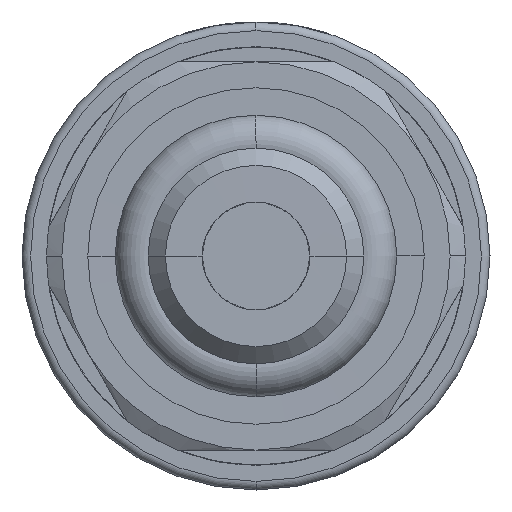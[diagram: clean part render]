
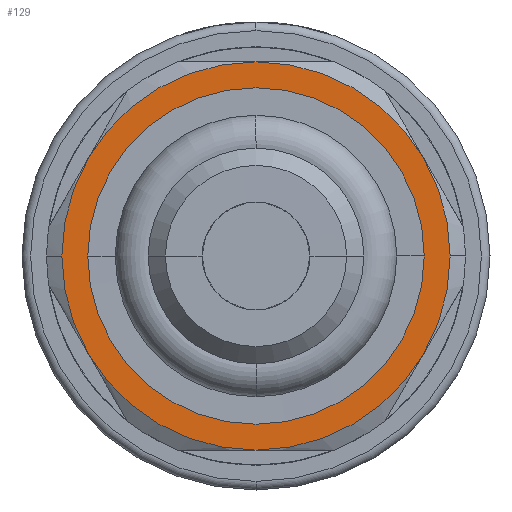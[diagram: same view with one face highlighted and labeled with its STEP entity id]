
A CAD part, front view. The second image highlights one B-rep face of the part: STEP entity #129.
In plain terms, the highlighted planar face has unit normal (0, -1, 0).
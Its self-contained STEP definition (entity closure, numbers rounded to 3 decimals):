
#129=ADVANCED_FACE('',(#318,#319),#320,.T.);
#318=FACE_OUTER_BOUND('',#526,.T.);
#319=FACE_BOUND('',#527,.T.);
#320=PLANE('',#528);
#526=EDGE_LOOP('',(#1220,#1221));
#527=EDGE_LOOP('',(#1222,#1223));
#528=AXIS2_PLACEMENT_3D('',#1224,#1225,#1226);
#1220=ORIENTED_EDGE('',*,*,#1443,.F.);
#1221=ORIENTED_EDGE('',*,*,#1604,.F.);
#1222=ORIENTED_EDGE('',*,*,#1451,.T.);
#1223=ORIENTED_EDGE('',*,*,#1603,.T.);
#1224=CARTESIAN_POINT('',(-4.2,4.922,0.0));
#1225=DIRECTION('',(0.0,-1.0,-0.0));
#1226=DIRECTION('',(1.0,0.0,0.0));
#1443=EDGE_CURVE('',#1756,#1758,#1759,.T.);
#1451=EDGE_CURVE('',#1765,#1769,#1771,.T.);
#1603=EDGE_CURVE('',#1769,#1765,#2016,.T.);
#1604=EDGE_CURVE('',#1758,#1756,#2017,.T.);
#1756=VERTEX_POINT('',#2192);
#1758=VERTEX_POINT('',#2195);
#1759=CIRCLE('',#2196,4.5);
#1765=VERTEX_POINT('',#2230);
#1769=VERTEX_POINT('',#2235);
#1771=CIRCLE('',#2238,3.9);
#2016=CIRCLE('',#2652,3.9);
#2017=CIRCLE('',#2653,4.5);
#2192=CARTESIAN_POINT('',(-4.5,4.922,0.0));
#2195=CARTESIAN_POINT('',(4.5,4.922,0.));
#2196=AXIS2_PLACEMENT_3D('',#2851,#2852,#2853);
#2230=CARTESIAN_POINT('',(-3.9,4.922,0.0));
#2235=CARTESIAN_POINT('',(3.9,4.922,0.));
#2238=AXIS2_PLACEMENT_3D('',#2860,#2861,#2862);
#2652=AXIS2_PLACEMENT_3D('',#3150,#3151,#3152);
#2653=AXIS2_PLACEMENT_3D('',#3153,#3154,#3155);
#2851=CARTESIAN_POINT('',(0.0,4.922,0.0));
#2852=DIRECTION('',(0.0,1.0,0.0));
#2853=DIRECTION('',(-1.0,0.0,0.0));
#2860=CARTESIAN_POINT('',(0.0,4.922,0.0));
#2861=DIRECTION('',(0.0,1.0,0.0));
#2862=DIRECTION('',(-1.0,0.0,0.0));
#3150=CARTESIAN_POINT('',(0.0,4.922,0.0));
#3151=DIRECTION('',(0.0,1.0,0.0));
#3152=DIRECTION('',(-1.0,0.0,0.0));
#3153=CARTESIAN_POINT('',(0.0,4.922,0.0));
#3154=DIRECTION('',(0.0,1.0,0.0));
#3155=DIRECTION('',(-1.0,0.0,0.0));
